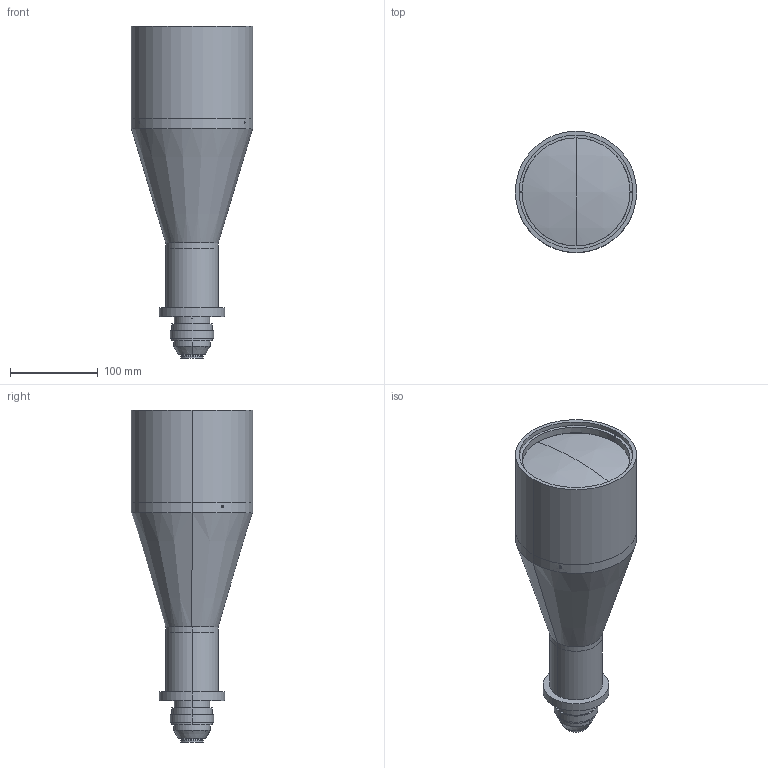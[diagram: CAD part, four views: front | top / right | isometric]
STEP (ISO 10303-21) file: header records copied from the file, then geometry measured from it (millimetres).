
FILE_DESCRIPTION (( 'STEP AP203' ), '1' );
FILE_NAME ('S5LPJ1722_01.STEP', '2022-02-25T09:34:30', ( '' ), ( '' ), 'SwSTEP 2.0', 'SolidWorks 2021', '' );
FILE_SCHEMA (( 'CONFIG_CONTROL_DESIGN' ));
Length unit declared in the file: millimetre
Products named in the file (18): 532603; 438201_S5LPJ1722; 438205; 291108; S5LPJ1722_01; 438207; 111307; 438204; S5MEC0010; 239407; S5LAO1522; S5LMN1172; _DIN 913 - M3 x 3-N; 438208; S5LAO1172; 111311; S5LDX1522; 097108
Assembly tree (19 placements, depth 4):
  S5LPJ1722_01
    S5LAO1522
      S5LDX1522
    438201_S5LPJ1722
      S5LAO1172
        S5LMN1172
      438204
      438205
      438207
      438208
      S5MEC0010
    097108
    111307
    111311
    291108
    239407
    532603
    _DIN 913 - M3 x 3-N  x3
Bounding box: 138 x 138 x 377.62 mm (x, y, z)
Volume: 970777 mm3; surface area: 314952.5 mm2
Topology: 16 solids, 16 shells, 448 faces, 936 edges, 557 vertices
Faces by surface type: cylinder 172, cone 98, plane 94, torus 76, sphere 8
Entity records: 13452 total; most frequent: DIRECTION 2298, CARTESIAN_POINT 2092, ORIENTED_EDGE 1732, AXIS2_PLACEMENT_3D 1003, EDGE_CURVE 866, CIRCLE 560, VERTEX_POINT 517, EDGE_LOOP 487
